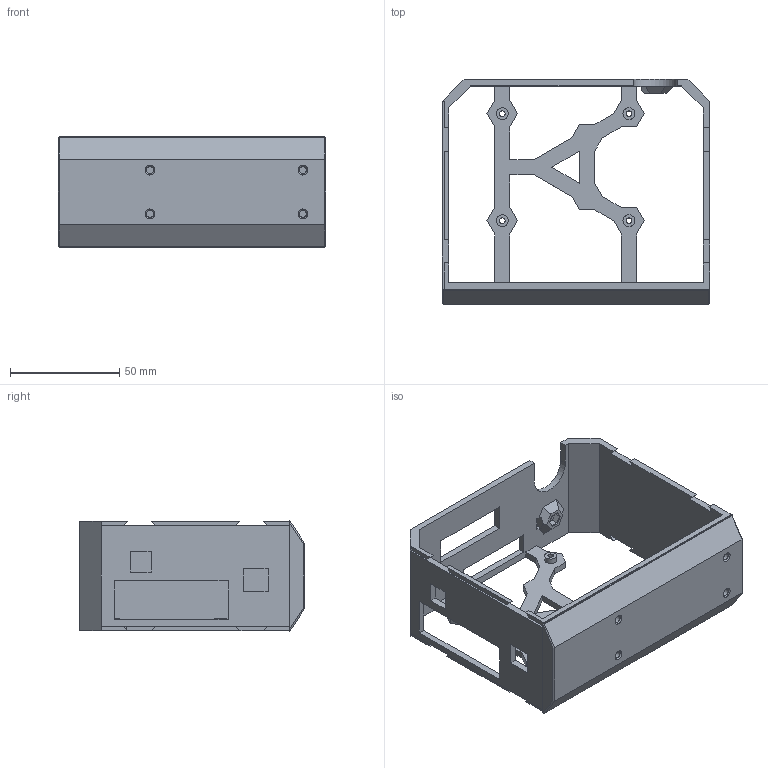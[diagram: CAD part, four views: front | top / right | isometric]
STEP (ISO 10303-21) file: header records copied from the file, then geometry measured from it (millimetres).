
FILE_DESCRIPTION(/* description */ (''),/* implementation_level */ '2;1');
FILE_NAME(/* name */ 'PandaPi2.0 case v3.step',/* time_stamp */ '2021-10-01T20:03:19+02:00',/* author */ (''),/* organization */ (''),/* preprocessor_version */ 'ST-DEVELOPER v18.1',/* originating_system */ 'Autodesk Translation Framework v10.10.0.1391',/* authorisation */ '');
FILE_SCHEMA (('AUTOMOTIVE_DESIGN { 1 0 10303 214 3 1 1 }'));
Length unit declared in the file: millimetre
Products named in the file (1): PandaPi2.0 case
Bounding box: 122.5 x 103 x 51 mm (x, y, z)
Volume: 94438.9 mm3; surface area: 61351.3 mm2
Topology: 2 solids, 2 shells, 224 faces, 617 edges, 402 vertices
Faces by surface type: plane 201, cylinder 19, cone 4
Full cylindrical faces by diameter (mm): 2.55 x4, 3.25 x5, 5.5 x4, 5.6 x4, 11 x1
Entity records: 7109 total; most frequent: CARTESIAN_POINT 1244, ORIENTED_EDGE 1234, DIRECTION 1109, EDGE_CURVE 617, LINE 575, VECTOR 575, VERTEX_POINT 402, EDGE_LOOP 271
